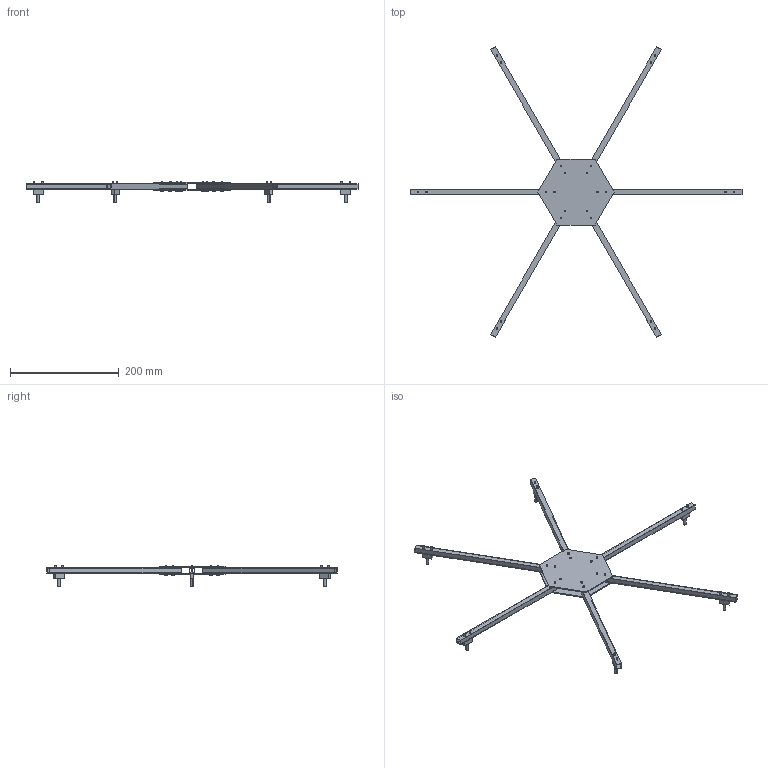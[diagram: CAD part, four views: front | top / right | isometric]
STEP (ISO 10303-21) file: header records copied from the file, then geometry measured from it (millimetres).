
FILE_DESCRIPTION (( 'STEP AP203' ), '1' );
FILE_NAME ('carbonframepart_Default_sldprt.STEP', '2021-12-10T06:52:24', ( '' ), ( '' ), 'SwSTEP 2.0', 'SolidWorks 2020', '' );
FILE_SCHEMA (( 'CONFIG_CONTROL_DESIGN' ));
Length unit declared in the file: metre
Products named in the file (1): carbonframepart_Default_sldprt
Bounding box: 610.11 x 533.37 x 39 mm (x, y, z)
Volume: 123180 mm3; surface area: 184681.3 mm2
Topology: 26 solids, 26 shells, 478 faces, 1152 edges, 768 vertices
Faces by surface type: plane 250, cylinder 228
Entity records: 14411 total; most frequent: DIRECTION 2566, CARTESIAN_POINT 2399, ORIENTED_EDGE 2304, EDGE_CURVE 1152, AXIS2_PLACEMENT_3D 935, VERTEX_POINT 768, LINE 696, VECTOR 696
